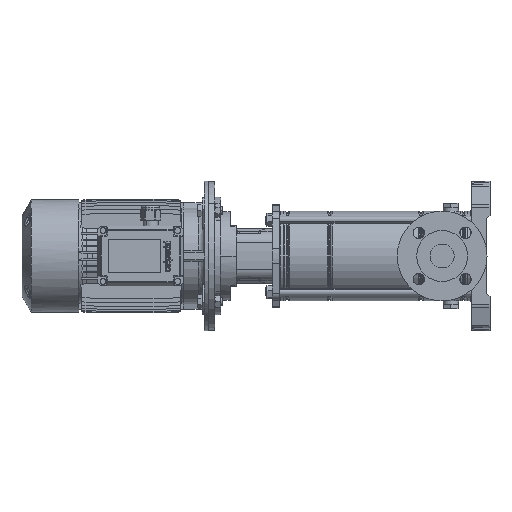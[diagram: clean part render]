
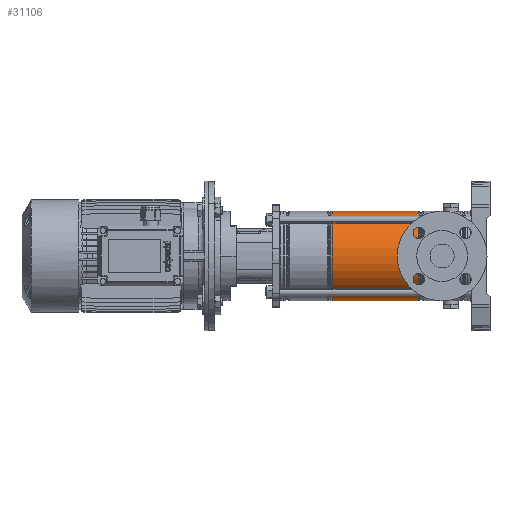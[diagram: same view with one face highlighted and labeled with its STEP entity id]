
A CAD part, left-side view. The second image highlights one B-rep face of the part: STEP entity #31106.
In plain terms, the highlighted cylindrical face has radius 74.9 mm (diameter 149.8 mm), a partial arc.
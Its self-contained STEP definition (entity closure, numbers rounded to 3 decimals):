
#1676 = DIRECTION ( 'NONE',  ( 1., 0., 0. ) ) ;
#3749 = ORIENTED_EDGE ( 'NONE', *, *, #16499, .T. ) ;
#4586 = AXIS2_PLACEMENT_3D ( 'NONE', #41796, #6572, #11795 ) ;
#6572 = DIRECTION ( 'NONE',  ( 0., 0., -1. ) ) ;
#11795 = DIRECTION ( 'NONE',  ( -1., 0., 0. ) ) ;
#11983 = VERTEX_POINT ( 'NONE', #28201 ) ;
#13532 = EDGE_LOOP ( 'NONE', ( #15006, #3749, #25788, #19966 ) ) ;
#15006 = ORIENTED_EDGE ( 'NONE', *, *, #39747, .T. ) ;
#15029 = DIRECTION ( 'NONE',  ( 0., 0., -1. ) ) ;
#16499 = EDGE_CURVE ( 'NONE', #11983, #57471, #32341, .T. ) ;
#19966 = ORIENTED_EDGE ( 'NONE', *, *, #32744, .F. ) ;
#20858 = CIRCLE ( 'NONE', #47267, 74.9 ) ;
#23736 = CARTESIAN_POINT ( 'NONE',  ( 74.9, 0., 87.279 ) ) ;
#24142 = CIRCLE ( 'NONE', #70912, 74.9 ) ;
#24538 = CYLINDRICAL_SURFACE ( 'NONE', #4586, 74.9 ) ;
#25788 = ORIENTED_EDGE ( 'NONE', *, *, #52669, .T. ) ;
#26706 = CARTESIAN_POINT ( 'NONE',  ( 74.9, 0., 0. ) ) ;
#26925 = VERTEX_POINT ( 'NONE', #29724 ) ;
#28201 = CARTESIAN_POINT ( 'NONE',  ( 74.9, 0., 231.221 ) ) ;
#29724 = CARTESIAN_POINT ( 'NONE',  ( -74.9, 0., 231.221 ) ) ;
#29799 = FACE_OUTER_BOUND ( 'NONE', #13532, .T. ) ;
#31106 = ADVANCED_FACE ( 'NONE', ( #29799 ), #24538, .T. ) ;
#32341 = LINE ( 'NONE', #26706, #65578 ) ;
#32744 = EDGE_CURVE ( 'NONE', #26925, #69949, #59363, .T. ) ;
#39747 = EDGE_CURVE ( 'NONE', #26925, #11983, #20858, .T. ) ;
#41796 = CARTESIAN_POINT ( 'NONE',  ( 0., 0., 0. ) ) ;
#42087 = CARTESIAN_POINT ( 'NONE',  ( -74.9, 0., 0. ) ) ;
#47267 = AXIS2_PLACEMENT_3D ( 'NONE', #69437, #58555, #47307 ) ;
#47307 = DIRECTION ( 'NONE',  ( 1., 0., 0. ) ) ;
#52669 = EDGE_CURVE ( 'NONE', #57471, #69949, #24142, .T. ) ;
#53072 = CARTESIAN_POINT ( 'NONE',  ( 0., 0., 87.279 ) ) ;
#54146 = DIRECTION ( 'NONE',  ( 0., 0., -1. ) ) ;
#57471 = VERTEX_POINT ( 'NONE', #23736 ) ;
#58555 = DIRECTION ( 'NONE',  ( 0., 0., -1. ) ) ;
#59363 = LINE ( 'NONE', #42087, #64543 ) ;
#59784 = DIRECTION ( 'NONE',  ( 0., 0., 1. ) ) ;
#64543 = VECTOR ( 'NONE', #15029, 1000. ) ;
#65578 = VECTOR ( 'NONE', #54146, 1000. ) ;
#69437 = CARTESIAN_POINT ( 'NONE',  ( 0., 0., 231.221 ) ) ;
#69949 = VERTEX_POINT ( 'NONE', #72894 ) ;
#70912 = AXIS2_PLACEMENT_3D ( 'NONE', #53072, #59784, #1676 ) ;
#72894 = CARTESIAN_POINT ( 'NONE',  ( -74.9, 0., 87.279 ) ) ;
